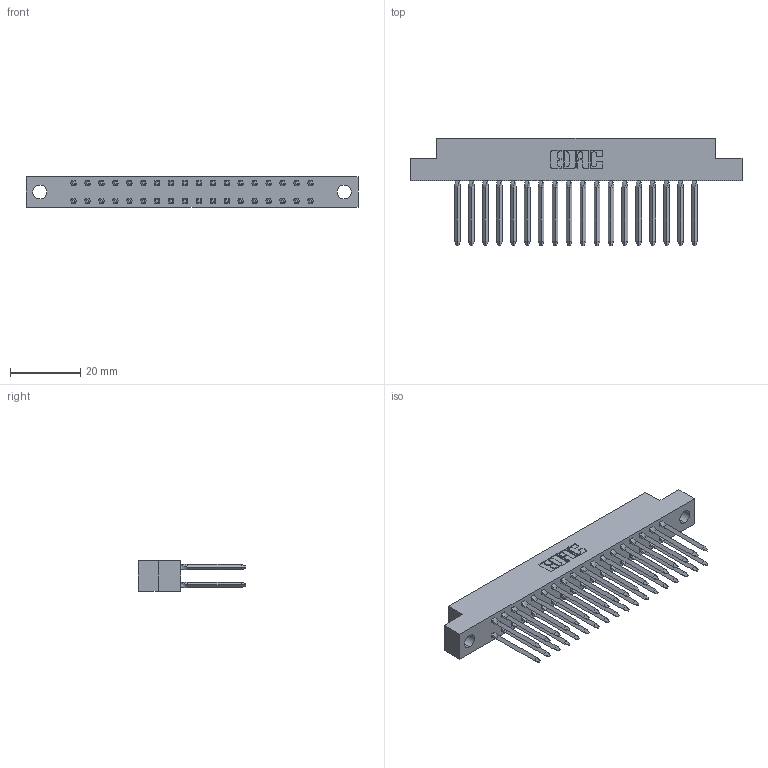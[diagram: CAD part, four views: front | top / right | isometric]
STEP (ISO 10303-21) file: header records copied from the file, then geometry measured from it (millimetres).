
FILE_DESCRIPTION (( 'STEP AP203' ), '1' );
FILE_NAME ('338-036-541-204.STEP', '2020-03-24T18:26:46', ( '' ), ( '' ), 'SwSTEP 2.0', 'SolidWorks 2016', '' );
FILE_SCHEMA (( 'CONFIG_CONTROL_DESIGN' ));
Length unit declared in the file: inch
Products named in the file (3): 338-290-001_541; 338-036-541-204; 338-210-001_338-210-018-004
Assembly tree (37 placements, depth 2):
  338-036-541-204
    338-210-001_338-210-018-004
    338-290-001_541  x36
Bounding box: 94.34 x 30.56 x 8.71 mm (x, y, z)
Volume: 7095.5 mm3; surface area: 12782.6 mm2
Topology: 37 solids, 37 shells, 2520 faces, 6767 edges, 4294 vertices
Faces by surface type: plane 1756, cylinder 620, bspline 144
Entity records: 38046 total; most frequent: CARTESIAN_POINT 7578, ORIENTED_EDGE 6324, DIRECTION 5921, EDGE_CURVE 3162, LINE 2343, VECTOR 2343, VERTEX_POINT 2054, AXIS2_PLACEMENT_3D 1789
